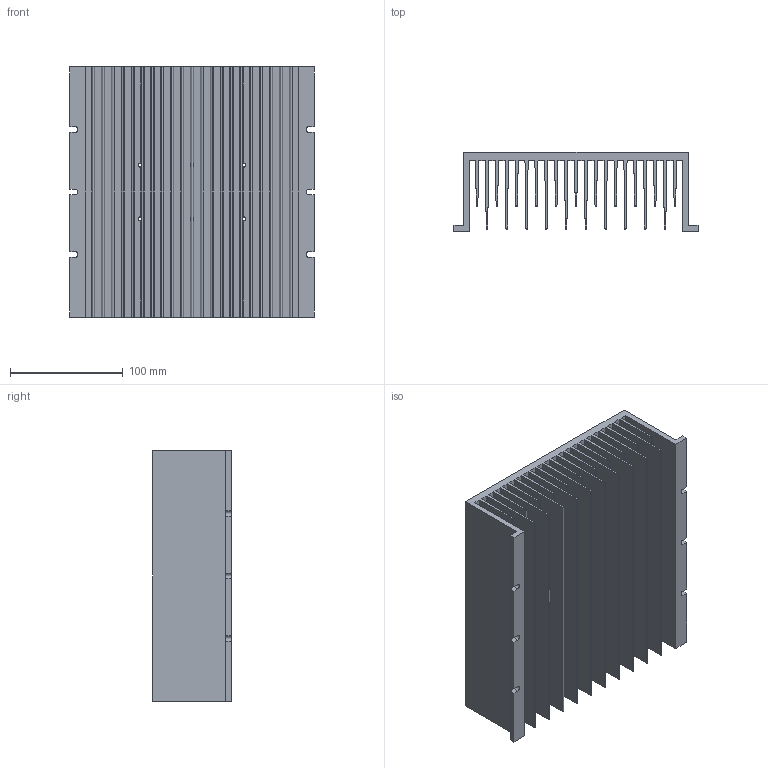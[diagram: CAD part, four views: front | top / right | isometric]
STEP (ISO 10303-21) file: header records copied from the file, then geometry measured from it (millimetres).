
FILE_DESCRIPTION (( 'STEP AP214' ), '1' );
FILE_NAME ('107528.STEP', '2014-03-10T23:25:26', ( 'cst' ), ( '' ), 'SwSTEP 2.0', 'SolidWorks 2013', '' );
FILE_SCHEMA (( 'AUTOMOTIVE_DESIGN' ));
Length unit declared in the file: inch
Products named in the file (1): 107528
Bounding box: 216.92 x 69.85 x 222.25 mm (x, y, z)
Volume: 953084.5 mm3; surface area: 623926.6 mm2
Topology: 1 solids, 1 shells, 184 faces, 578 edges, 382 vertices
Faces by surface type: plane 95, cylinder 81, cone 8
Entity records: 6548 total; most frequent: CARTESIAN_POINT 1261, ORIENTED_EDGE 1148, DIRECTION 1098, EDGE_CURVE 574, VERTEX_POINT 382, LINE 372, VECTOR 372, AXIS2_PLACEMENT_3D 363
